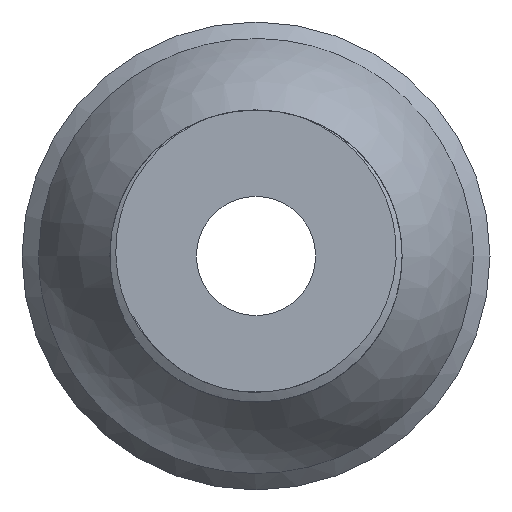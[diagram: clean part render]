
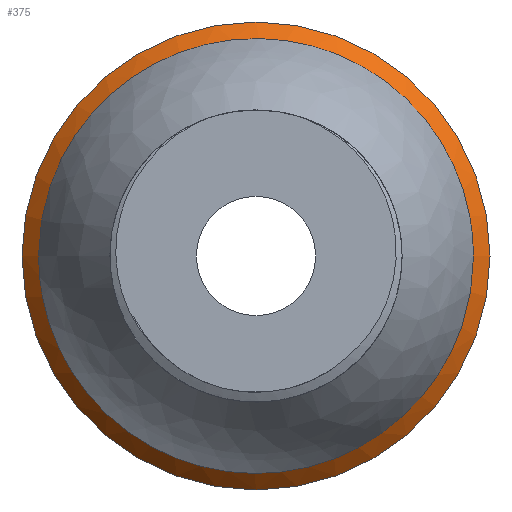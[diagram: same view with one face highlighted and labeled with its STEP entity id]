
A CAD part, front view. The second image highlights one B-rep face of the part: STEP entity #375.
In plain terms, the highlighted conical face has half-angle 43.163 degrees and reference radius 19.841 mm.
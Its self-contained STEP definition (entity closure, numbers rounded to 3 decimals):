
#22=CONICAL_SURFACE('',#417,19.841,0.753);
#48=FACE_OUTER_BOUND('',#73,.T.);
#73=EDGE_LOOP('',(#308,#309,#310,#311,#312));
#89=CIRCLE('',#413,20.629);
#122=B_SPLINE_CURVE_WITH_KNOTS('',3,(#2154,#2155,#2156,#2157,#2158,#2159,
#2160,#2161,#2162,#2163,#2164,#2165,#2166,#2167,#2168,#2169,#2170,#2171,
#2172,#2173),.UNSPECIFIED.,.F.,.F.,(4,2,2,2,2,2,2,2,2,4),(6.041,
6.74,7.488,8.237,8.986,9.735,
10.484,11.233,11.657,12.08),
 .UNSPECIFIED.);
#123=B_SPLINE_CURVE_WITH_KNOTS('',3,(#2174,#2175,#2176,#2177,#2178,#2179,
#2180,#2181,#2182,#2183,#2184,#2185,#2186,#2187,#2188,#2189,#2190,#2191,
#2192,#2193),.UNSPECIFIED.,.F.,.F.,(4,2,2,2,2,2,2,2,2,4),(0.,0.749,
1.498,2.247,2.995,3.744,4.493,
5.242,5.991,6.041),.UNSPECIFIED.);
#135=LINE('',#2194,#146);
#146=VECTOR('',#479,19.841);
#176=VERTEX_POINT('',#2144);
#178=VERTEX_POINT('',#2152);
#179=VERTEX_POINT('',#2153);
#224=EDGE_CURVE('',#176,#176,#89,.T.);
#226=EDGE_CURVE('',#178,#179,#122,.F.);
#227=EDGE_CURVE('',#179,#178,#123,.F.);
#228=EDGE_CURVE('',#179,#176,#135,.T.);
#308=ORIENTED_EDGE('',*,*,#226,.F.);
#309=ORIENTED_EDGE('',*,*,#227,.F.);
#310=ORIENTED_EDGE('',*,*,#228,.T.);
#311=ORIENTED_EDGE('',*,*,#224,.T.);
#312=ORIENTED_EDGE('',*,*,#228,.F.);
#375=ADVANCED_FACE('',(#48),#22,.T.);
#413=AXIS2_PLACEMENT_3D('',#2146,#469,#470);
#417=AXIS2_PLACEMENT_3D('',#2151,#477,#478);
#469=DIRECTION('center_axis',(0.,-1.,0.));
#470=DIRECTION('ref_axis',(1.,0.,0.));
#477=DIRECTION('center_axis',(0.,1.,0.));
#478=DIRECTION('ref_axis',(-1.,0.,0.));
#479=DIRECTION('',(0.684,0.729,0.));
#2144=CARTESIAN_POINT('',(20.629,19.5,0.));
#2146=CARTESIAN_POINT('Origin',(0.,19.5,
0.));
#2151=CARTESIAN_POINT('Origin',(0.,18.66,
0.));
#2152=CARTESIAN_POINT('',(-19.169,17.943,0.));
#2153=CARTESIAN_POINT('',(19.169,17.943,0.));
#2154=CARTESIAN_POINT('Ctrl Pts',(19.169,17.943,0.));
#2155=CARTESIAN_POINT('Ctrl Pts',(19.169,17.943,-2.326));
#2156=CARTESIAN_POINT('Ctrl Pts',(18.746,17.943,-4.633));
#2157=CARTESIAN_POINT('Ctrl Pts',(17.032,17.943,-9.143));
#2158=CARTESIAN_POINT('Ctrl Pts',(15.698,17.943,-11.281));
#2159=CARTESIAN_POINT('Ctrl Pts',(12.286,17.943,-14.925));
#2160=CARTESIAN_POINT('Ctrl Pts',(10.24,17.943,-16.396));
#2161=CARTESIAN_POINT('Ctrl Pts',(5.7,17.943,-18.472));
#2162=CARTESIAN_POINT('Ctrl Pts',(3.249,17.943,-19.056));
#2163=CARTESIAN_POINT('Ctrl Pts',(-1.74,17.943,-19.253));
#2164=CARTESIAN_POINT('Ctrl Pts',(-4.229,17.943,-18.863));
#2165=CARTESIAN_POINT('Ctrl Pts',(-8.919,17.943,-17.151));
#2166=CARTESIAN_POINT('Ctrl Pts',(-11.074,17.943,-15.845));
#2167=CARTESIAN_POINT('Ctrl Pts',(-14.762,17.943,-12.481));
#2168=CARTESIAN_POINT('Ctrl Pts',(-16.26,17.943,-10.454));
#2169=CARTESIAN_POINT('Ctrl Pts',(-17.932,17.943,-6.921));
#2170=CARTESIAN_POINT('Ctrl Pts',(-18.393,17.943,-5.58));
#2171=CARTESIAN_POINT('Ctrl Pts',(-19.013,17.943,-2.822));
#2172=CARTESIAN_POINT('Ctrl Pts',(-19.169,17.943,-1.413));
#2173=CARTESIAN_POINT('Ctrl Pts',(-19.169,17.943,0.));
#2174=CARTESIAN_POINT('Ctrl Pts',(-19.169,17.943,0.));
#2175=CARTESIAN_POINT('Ctrl Pts',(-19.169,17.943,2.496));
#2176=CARTESIAN_POINT('Ctrl Pts',(-18.682,17.943,4.968));
#2177=CARTESIAN_POINT('Ctrl Pts',(-16.786,17.943,9.587));
#2178=CARTESIAN_POINT('Ctrl Pts',(-15.397,17.943,11.689));
#2179=CARTESIAN_POINT('Ctrl Pts',(-11.89,17.943,15.242));
#2180=CARTESIAN_POINT('Ctrl Pts',(-9.806,17.943,16.659));
#2181=CARTESIAN_POINT('Ctrl Pts',(-5.213,17.943,18.615));
#2182=CARTESIAN_POINT('Ctrl Pts',(-2.747,17.943,19.135));
#2183=CARTESIAN_POINT('Ctrl Pts',(2.244,17.943,19.2));
#2184=CARTESIAN_POINT('Ctrl Pts',(4.723,17.943,18.745));
#2185=CARTESIAN_POINT('Ctrl Pts',(9.366,17.943,16.911));
#2186=CARTESIAN_POINT('Ctrl Pts',(11.486,17.943,15.549));
#2187=CARTESIAN_POINT('Ctrl Pts',(15.085,17.943,12.089));
#2188=CARTESIAN_POINT('Ctrl Pts',(16.529,17.943,10.024));
#2189=CARTESIAN_POINT('Ctrl Pts',(18.545,17.943,5.457));
#2190=CARTESIAN_POINT('Ctrl Pts',(19.097,17.943,2.998));
#2191=CARTESIAN_POINT('Ctrl Pts',(19.167,17.943,0.335));
#2192=CARTESIAN_POINT('Ctrl Pts',(19.169,17.943,0.168));
#2193=CARTESIAN_POINT('Ctrl Pts',(19.169,17.943,0.));
#2194=CARTESIAN_POINT('',(19.841,18.66,0.));
